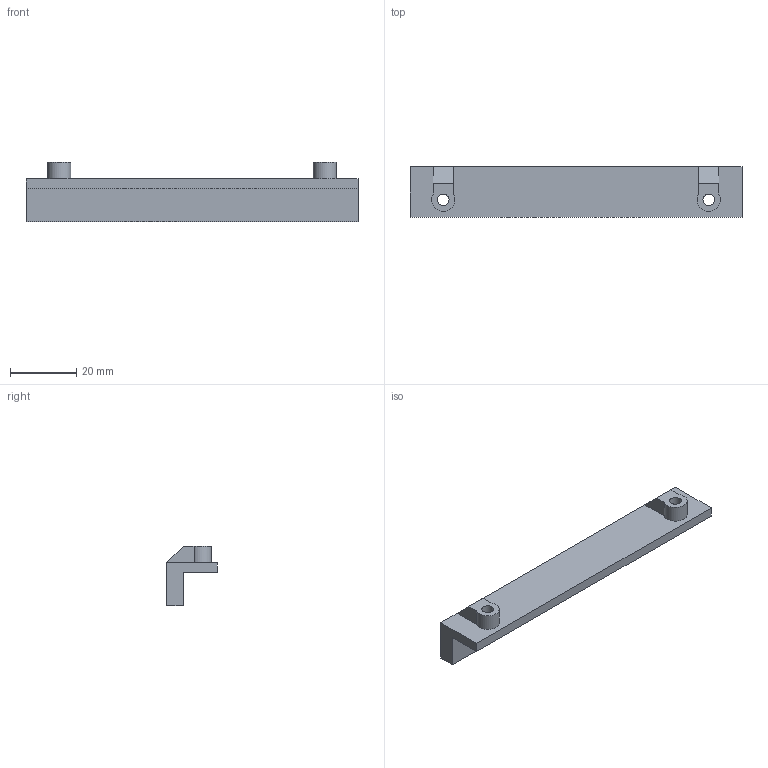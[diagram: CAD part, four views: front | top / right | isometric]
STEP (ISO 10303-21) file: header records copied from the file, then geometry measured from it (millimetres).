
FILE_DESCRIPTION(('FreeCAD Model'),'2;1');
FILE_NAME('Open CASCADE Shape Model','2022-02-28T12:54:54',('Author'),( ''),'Open CASCADE STEP processor 7.5','FreeCAD','Unknown');
FILE_SCHEMA(('AUTOMOTIVE_DESIGN { 1 0 10303 214 1 1 1 1 }'));
Length unit declared in the file: millimetre
Products named in the file (3): hole_jig1; Body; hole_jig
Assembly tree (2 placements, depth 2):
  hole_jig1
    Body
    hole_jig
Bounding box: 100 x 15.25 x 18 mm (x, y, z)
Volume: 20158.5 mm3; surface area: 12531.3 mm2
Topology: 2 solids, 2 shells, 40 faces, 112 edges, 76 vertices
Faces by surface type: plane 32, cylinder 8
Full cylindrical faces by diameter (mm): 3.5 x4
Entity records: 2866 total; most frequent: CARTESIAN_POINT 531, DIRECTION 434, LINE 276, VECTOR 276, ORIENTED_EDGE 224, PCURVE 224, DEFINITIONAL_REPRESENTATION 224, EDGE_CURVE 112
